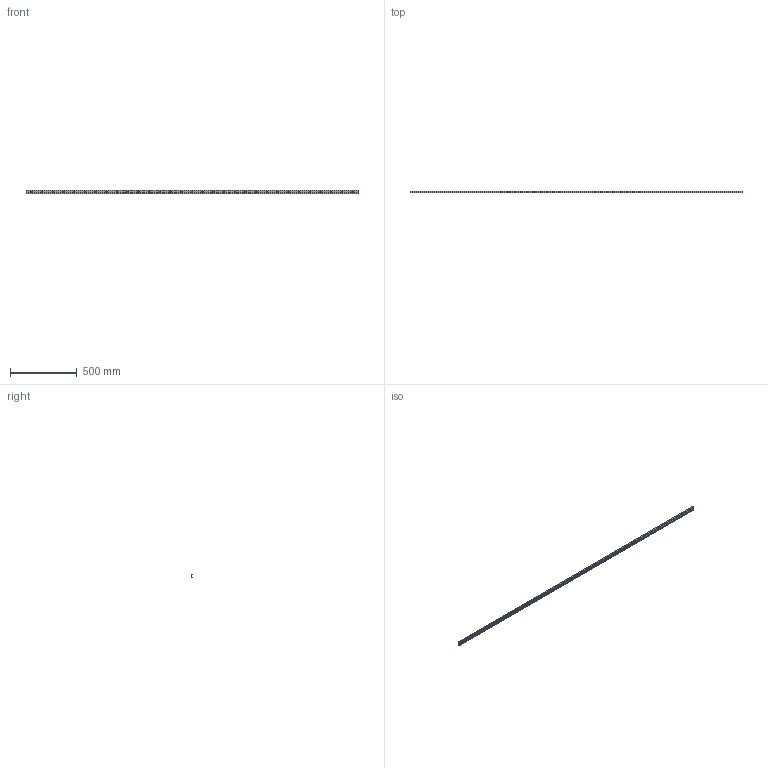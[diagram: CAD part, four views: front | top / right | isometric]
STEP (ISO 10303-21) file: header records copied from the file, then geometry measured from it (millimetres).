
FILE_DESCRIPTION((''),'2;1');
FILE_NAME('LCX 28H-2480.V.stp','2016-04-28T13:38:36',('MRathmann'),(''),'Autodesk Inventor 2012','Autodesk Inventor 2012','');
FILE_SCHEMA(('CONFIG_CONTROL_DESIGN'));
Length unit declared in the file: millimetre
Products named in the file (1): LCX 28H-2480.V
Bounding box: 2480 x 12.3 x 28 mm (x, y, z)
Volume: 403022 mm3; surface area: 238989.8 mm2
Topology: 1 solids, 1 shells, 86 faces, 221 edges, 137 vertices
Faces by surface type: cylinder 42, cone 31, plane 13
Full cylindrical faces by diameter (mm): 5.5 x31
Entity records: 2472 total; most frequent: DIRECTION 448, CARTESIAN_POINT 383, ORIENTED_EDGE 318, EDGE_LOOP 210, AXIS2_PLACEMENT_3D 202, EDGE_CURVE 159, VERTEX_POINT 137, FACE_BOUND 124
